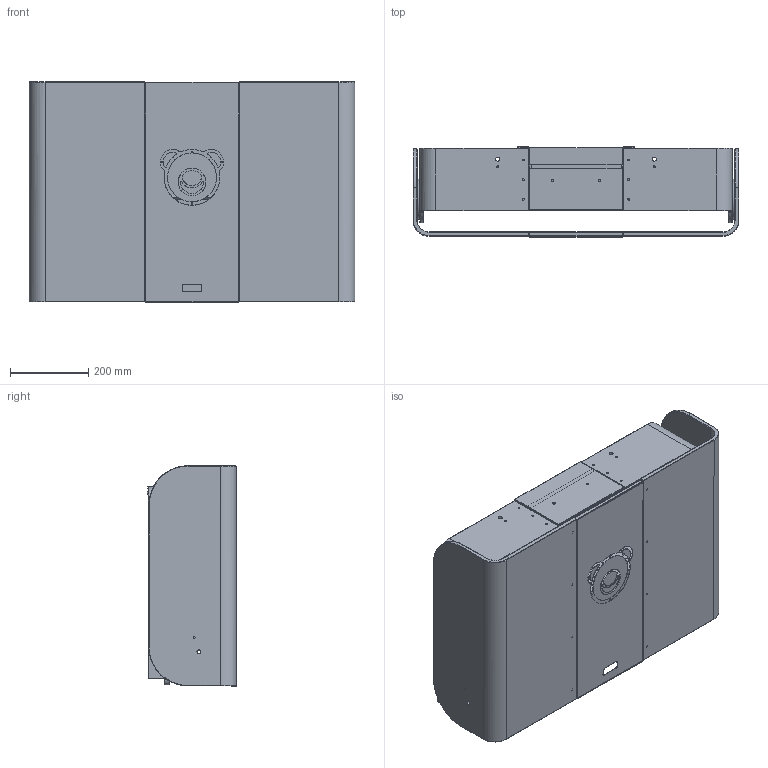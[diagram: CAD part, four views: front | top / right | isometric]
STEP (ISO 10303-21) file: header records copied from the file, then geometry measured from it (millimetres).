
FILE_DESCRIPTION(/* description */ (''),/* implementation_level */ '2;1');
FILE_NAME(/* name */ 'STEP_K~1',/* time_stamp */ '2021-10-18T14:16:48+03:00',/* author */ (''),/* organization */ (''),/* preprocessor_version */ 'ST-DEVELOPER v16.5',/* originating_system */ '',/* authorisation */ '');
FILE_SCHEMA (('AUTOMOTIVE_DESIGN'));
Length unit declared in the file: millimetre
Products named in the file (14): Document; SpiegelnAnschlagring 6; SpiegelnWanne Quer 11; Anschlagring 6; Mitte W Quer B�rchen; Wanne Quer 11; Stellscheibe; Mitte K 240-11neu; Kern; Griff; R�ck Quer 11; Korpus Quer 11; Boden Quer 11; SpiegelnKorpus Quer 11
Assembly tree (15 placements, depth 2):
  Document
    SpiegelnAnschlagring 6
    SpiegelnWanne Quer 11
    Anschlagring 6
    Mitte W Quer B�rchen
    Wanne Quer 11
    Stellscheibe  x2
    Mitte K 240-11neu
    Kern  x2
    Griff
    R�ck Quer 11
    Korpus Quer 11
    Boden Quer 11
    SpiegelnKorpus Quer 11
Bounding box: 832 x 229.39 x 563.13 mm (x, y, z)
Volume: 14130490.5 mm3; surface area: 3197210.1 mm2
Topology: 15 solids, 15 shells, 1153 faces, 2880 edges, 1801 vertices
Faces by surface type: bspline 729, plane 424
Entity records: 39279 total; most frequent: CARTESIAN_POINT 23712, ORIENTED_EDGE 5068, EDGE_CURVE 2534, VERTEX_POINT 1599, B_SPLINE_CURVE_WITH_KNOTS 1430, EDGE_LOOP 1159, ADVANCED_FACE 1001, FACE_OUTER_BOUND 1001
